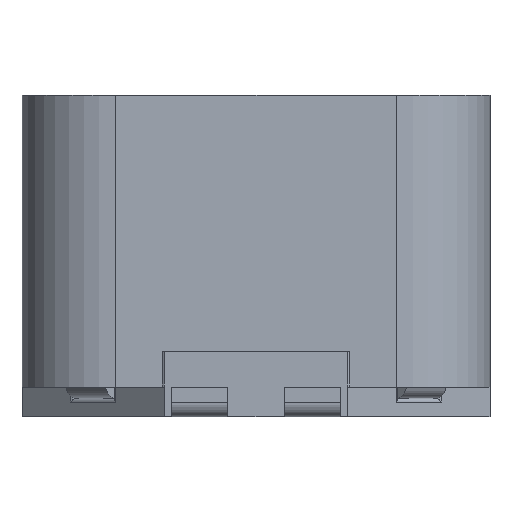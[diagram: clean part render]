
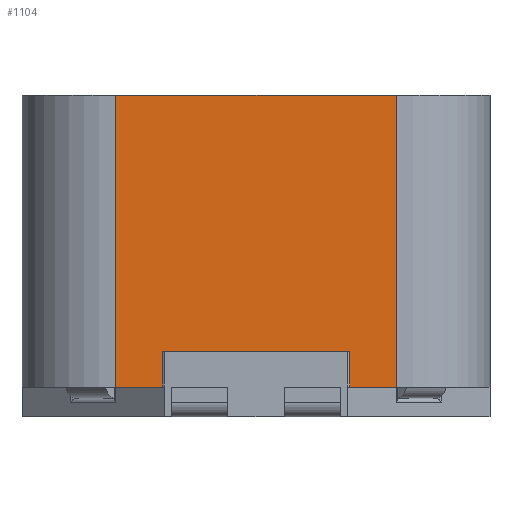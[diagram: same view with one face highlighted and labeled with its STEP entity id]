
A CAD part, left-side view. The second image highlights one B-rep face of the part: STEP entity #1104.
In plain terms, the highlighted planar face has unit normal (-1, 0, 0).
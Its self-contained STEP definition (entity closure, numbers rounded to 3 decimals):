
#1104 = ADVANCED_FACE( '', ( #2205 ), #2206, .F. );
#2205 = FACE_OUTER_BOUND( '', #10323, .T. );
#2206 = PLANE( '', #10324 );
#10323 = EDGE_LOOP( '', ( #14346, #14347, #14348, #14349, #14350, #14351, #14352, #14353 ) );
#10324 = AXIS2_PLACEMENT_3D( '', #14354, #14355, #14356 );
#14346 = ORIENTED_EDGE( '', *, *, #15302, .T. );
#14347 = ORIENTED_EDGE( '', *, *, #15911, .T. );
#14348 = ORIENTED_EDGE( '', *, *, #15942, .T. );
#14349 = ORIENTED_EDGE( '', *, *, #15474, .T. );
#14350 = ORIENTED_EDGE( '', *, *, #15875, .F. );
#14351 = ORIENTED_EDGE( '', *, *, #14970, .T. );
#14352 = ORIENTED_EDGE( '', *, *, #15794, .T. );
#14353 = ORIENTED_EDGE( '', *, *, #15888, .T. );
#14354 = CARTESIAN_POINT( '', ( -6.25, 6.25, 7.8 ) );
#14355 = DIRECTION( '', ( 1., 0., 0. ) );
#14356 = DIRECTION( '', ( 0., 0., -1. ) );
#14970 = EDGE_CURVE( '', #16300, #16302, #16304, .T. );
#15302 = EDGE_CURVE( '', #16856, #16861, #16863, .T. );
#15474 = EDGE_CURVE( '', #17116, #17113, #17117, .F. );
#15794 = EDGE_CURVE( '', #16302, #17552, #17554, .T. );
#15875 = EDGE_CURVE( '', #16300, #17113, #17646, .T. );
#15888 = EDGE_CURVE( '', #17552, #16856, #17661, .T. );
#15911 = EDGE_CURVE( '', #16861, #17687, #17689, .T. );
#15942 = EDGE_CURVE( '', #17687, #17116, #17722, .T. );
#16300 = VERTEX_POINT( '', #18611 );
#16302 = VERTEX_POINT( '', #18613 );
#16304 = LINE( '', #18615, #18616 );
#16856 = VERTEX_POINT( '', #19941 );
#16861 = VERTEX_POINT( '', #19947 );
#16863 = LINE( '', #19950, #19951 );
#17113 = VERTEX_POINT( '', #20453 );
#17116 = VERTEX_POINT( '', #20456 );
#17117 = LINE( '', #20457, #20458 );
#17552 = VERTEX_POINT( '', #21708 );
#17554 = LINE( '', #21711, #21712 );
#17646 = LINE( '', #21971, #21972 );
#17661 = LINE( '', #22058, #22059 );
#17687 = VERTEX_POINT( '', #22093 );
#17689 = LINE( '', #22096, #22097 );
#17722 = LINE( '', #22145, #22146 );
#18611 = CARTESIAN_POINT( '', ( -6.25, 3.75, 7.8 ) );
#18613 = CARTESIAN_POINT( '', ( -6.25, 3.75, 0. ) );
#18615 = CARTESIAN_POINT( '', ( -6.25, 3.75, 7.8 ) );
#18616 = VECTOR( '', #22406, 1000. );
#19941 = CARTESIAN_POINT( '', ( -6.25, 2.5, 0.95 ) );
#19947 = CARTESIAN_POINT( '', ( -6.25, -2.5, 0.95 ) );
#19950 = CARTESIAN_POINT( '', ( -6.25, 6.25, 0.95 ) );
#19951 = VECTOR( '', #22694, 1000. );
#20453 = CARTESIAN_POINT( '', ( -6.25, -3.75, 7.8 ) );
#20456 = CARTESIAN_POINT( '', ( -6.25, -3.75, 0. ) );
#20457 = CARTESIAN_POINT( '', ( -6.25, -3.75, 7.8 ) );
#20458 = VECTOR( '', #22874, 1000. );
#21708 = CARTESIAN_POINT( '', ( -6.25, 2.5, 0. ) );
#21711 = CARTESIAN_POINT( '', ( -6.25, 6.25, 0. ) );
#21712 = VECTOR( '', #23117, 1000. );
#21971 = CARTESIAN_POINT( '', ( -6.25, 6.25, 7.8 ) );
#21972 = VECTOR( '', #23162, 1000. );
#22058 = CARTESIAN_POINT( '', ( -6.25, 2.5, 7.8 ) );
#22059 = VECTOR( '', #23165, 1000. );
#22093 = CARTESIAN_POINT( '', ( -6.25, -2.5, 0. ) );
#22096 = CARTESIAN_POINT( '', ( -6.25, -2.5, 7.8 ) );
#22097 = VECTOR( '', #23178, 1000. );
#22145 = CARTESIAN_POINT( '', ( -6.25, 6.25, 0. ) );
#22146 = VECTOR( '', #23197, 1000. );
#22406 = DIRECTION( '', ( 0., 0., -1. ) );
#22694 = DIRECTION( '', ( 0., -1., 0. ) );
#22874 = DIRECTION( '', ( 0., 0., -1. ) );
#23117 = DIRECTION( '', ( 0., -1., 0. ) );
#23162 = DIRECTION( '', ( 0., -1., 0. ) );
#23165 = DIRECTION( '', ( 0., 0., 1. ) );
#23178 = DIRECTION( '', ( 0., 0., -1. ) );
#23197 = DIRECTION( '', ( 0., -1., 0. ) );
